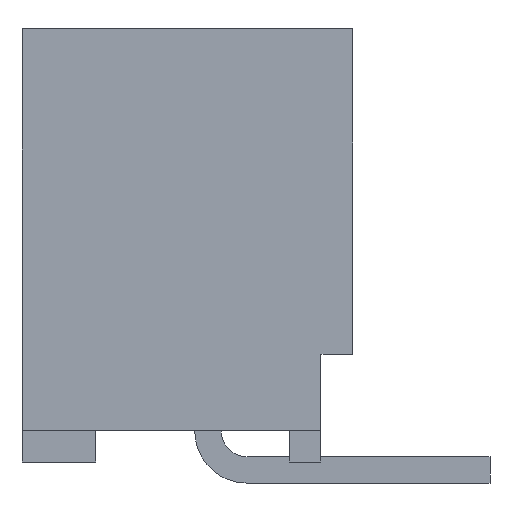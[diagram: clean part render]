
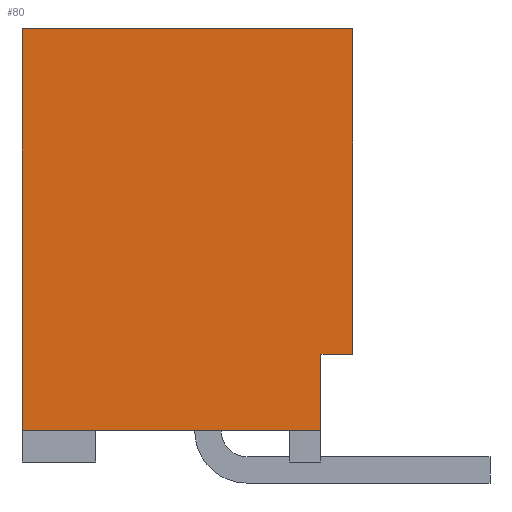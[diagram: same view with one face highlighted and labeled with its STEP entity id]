
A CAD part, left-side view. The second image highlights one B-rep face of the part: STEP entity #80.
In plain terms, the highlighted planar face has unit normal (-1, 0, 0).
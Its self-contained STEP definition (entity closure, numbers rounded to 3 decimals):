
#80=ADVANCED_FACE('',(#239),#240,.T.);
#239=FACE_OUTER_BOUND('',#479,.T.);
#240=PLANE('',#480);
#479=EDGE_LOOP('',(#993,#994,#995,#996,#997,#998));
#480=AXIS2_PLACEMENT_3D('',#999,#1000,#1001);
#993=ORIENTED_EDGE('',*,*,#1776,.F.);
#994=ORIENTED_EDGE('',*,*,#1777,.T.);
#995=ORIENTED_EDGE('',*,*,#1778,.T.);
#996=ORIENTED_EDGE('',*,*,#1693,.F.);
#997=ORIENTED_EDGE('',*,*,#1624,.F.);
#998=ORIENTED_EDGE('',*,*,#1676,.T.);
#999=CARTESIAN_POINT('',(-4.877,3.975,0.0));
#1000=DIRECTION('',(-1.0,0.0,0.0));
#1001=DIRECTION('',(0.0,0.0,1.0));
#1624=EDGE_CURVE('',#1942,#1944,#1945,.T.);
#1676=EDGE_CURVE('',#1942,#2042,#2044,.T.);
#1693=EDGE_CURVE('',#1944,#2069,#2070,.T.);
#1776=EDGE_CURVE('',#2211,#2042,#2213,.T.);
#1777=EDGE_CURVE('',#2211,#2214,#2215,.T.);
#1778=EDGE_CURVE('',#2214,#2069,#2216,.T.);
#1942=VERTEX_POINT('',#2468);
#1944=VERTEX_POINT('',#2471);
#1945=LINE('',#2472,#2473);
#2042=VERTEX_POINT('',#2620);
#2044=LINE('',#2623,#2624);
#2069=VERTEX_POINT('',#2665);
#2070=LINE('',#2666,#2667);
#2211=VERTEX_POINT('',#2887);
#2213=LINE('',#2890,#2891);
#2214=VERTEX_POINT('',#2892);
#2215=LINE('',#2893,#2894);
#2216=LINE('',#2895,#2896);
#2468=CARTESIAN_POINT('',(-4.877,-3.213,-9.652));
#2471=CARTESIAN_POINT('',(-4.877,3.975,-9.652));
#2472=CARTESIAN_POINT('',(-4.877,-3.213,-9.652));
#2473=VECTOR('',#3282,7.188);
#2620=CARTESIAN_POINT('',(-4.877,-3.213,-7.823));
#2623=CARTESIAN_POINT('',(-4.877,-3.213,-9.652));
#2624=VECTOR('',#3334,1.829);
#2665=CARTESIAN_POINT('',(-4.877,3.975,0.0));
#2666=CARTESIAN_POINT('',(-4.877,3.975,-9.652));
#2667=VECTOR('',#3351,9.652);
#2887=CARTESIAN_POINT('',(-4.877,-3.975,-7.823));
#2890=CARTESIAN_POINT('',(-4.877,-3.975,-7.823));
#2891=VECTOR('',#3438,0.762);
#2892=CARTESIAN_POINT('',(-4.877,-3.975,0.0));
#2893=CARTESIAN_POINT('',(-4.877,-3.975,-7.823));
#2894=VECTOR('',#3439,7.823);
#2895=CARTESIAN_POINT('',(-4.877,-3.975,0.0));
#2896=VECTOR('',#3440,7.95);
#3282=DIRECTION('',(0.0,1.0,0.0));
#3334=DIRECTION('',(0.0,0.0,1.0));
#3351=DIRECTION('',(0.0,0.0,1.0));
#3438=DIRECTION('',(0.0,1.0,0.0));
#3439=DIRECTION('',(0.0,0.0,1.0));
#3440=DIRECTION('',(0.0,1.0,0.0));
